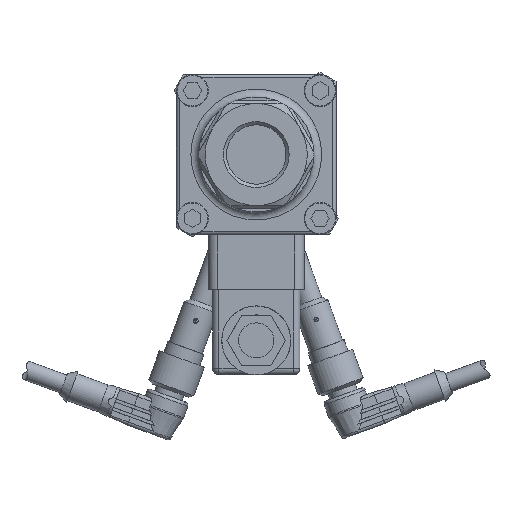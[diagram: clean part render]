
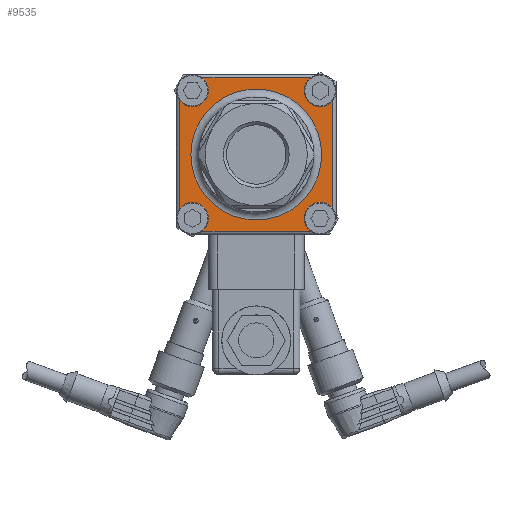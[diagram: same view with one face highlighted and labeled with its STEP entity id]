
A CAD part, front view. The second image highlights one B-rep face of the part: STEP entity #9535.
In plain terms, the highlighted planar face has unit normal (0, -1, 0).
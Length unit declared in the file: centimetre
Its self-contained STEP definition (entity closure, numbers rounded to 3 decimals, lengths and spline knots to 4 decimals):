
#378=FACE_BOUND('',#2067,.T.);
#1416=FACE_OUTER_BOUND('',#2066,.T.);
#2066=EDGE_LOOP('',(#7146,#7147,#7148,#7149,#7150,#7151,#7152,#7153));
#2067=EDGE_LOOP('',(#7154));
#2746=LINE('',#15179,#3377);
#2747=LINE('',#15180,#3378);
#2748=LINE('',#15181,#3379);
#2749=LINE('',#15182,#3380);
#3377=VECTOR('',#11791,3.4693);
#3378=VECTOR('',#11792,3.4693);
#3379=VECTOR('',#11793,3.4693);
#3380=VECTOR('',#11794,3.4693);
#3861=CIRCLE('',#10023,0.48);
#3874=CIRCLE('',#10054,0.48);
#3887=CIRCLE('',#10085,0.48);
#3919=CIRCLE('',#10178,0.48);
#3939=CIRCLE('',#10226,2.05);
#4353=VERTEX_POINT('',#14387);
#4354=VERTEX_POINT('',#14388);
#4379=VERTEX_POINT('',#14464);
#4380=VERTEX_POINT('',#14465);
#4405=VERTEX_POINT('',#14541);
#4406=VERTEX_POINT('',#14542);
#4502=VERTEX_POINT('',#14927);
#4503=VERTEX_POINT('',#14928);
#4540=VERTEX_POINT('',#15042);
#5257=EDGE_CURVE('',#4354,#4353,#3861,.T.);
#5290=EDGE_CURVE('',#4380,#4379,#3874,.T.);
#5323=EDGE_CURVE('',#4406,#4405,#3887,.T.);
#5455=EDGE_CURVE('',#4503,#4502,#3919,.T.);
#5503=EDGE_CURVE('',#4540,#4540,#3939,.T.);
#5564=EDGE_CURVE('',#4353,#4503,#2746,.T.);
#5565=EDGE_CURVE('',#4502,#4406,#2747,.T.);
#5566=EDGE_CURVE('',#4405,#4380,#2748,.T.);
#5567=EDGE_CURVE('',#4379,#4354,#2749,.T.);
#7146=ORIENTED_EDGE('',*,*,#5257,.T.);
#7147=ORIENTED_EDGE('',*,*,#5564,.T.);
#7148=ORIENTED_EDGE('',*,*,#5455,.T.);
#7149=ORIENTED_EDGE('',*,*,#5565,.T.);
#7150=ORIENTED_EDGE('',*,*,#5323,.T.);
#7151=ORIENTED_EDGE('',*,*,#5566,.T.);
#7152=ORIENTED_EDGE('',*,*,#5290,.T.);
#7153=ORIENTED_EDGE('',*,*,#5567,.T.);
#7154=ORIENTED_EDGE('',*,*,#5503,.T.);
#9142=PLANE('',#10265);
#9535=ADVANCED_FACE('',(#1416,#378),#9142,.T.);
#10023=AXIS2_PLACEMENT_3D('',#14390,#11167,#11168);
#10054=AXIS2_PLACEMENT_3D('',#14467,#11249,#11250);
#10085=AXIS2_PLACEMENT_3D('',#14544,#11331,#11332);
#10178=AXIS2_PLACEMENT_3D('',#14930,#11569,#11570);
#10226=AXIS2_PLACEMENT_3D('',#15043,#11693,#11694);
#10265=AXIS2_PLACEMENT_3D('',#15178,#11789,#11790);
#11167=DIRECTION('center_axis',(0.,1.,0.));
#11168=DIRECTION('ref_axis',(1.,0.,0.));
#11249=DIRECTION('center_axis',(0.,1.,0.));
#11250=DIRECTION('ref_axis',(0.,0.,
-1.));
#11331=DIRECTION('center_axis',(0.,1.,0.));
#11332=DIRECTION('ref_axis',(-1.,0.,0.));
#11569=DIRECTION('center_axis',(0.,1.,0.));
#11570=DIRECTION('ref_axis',(0.,0.,
1.));
#11693=DIRECTION('center_axis',(0.,1.,0.));
#11694=DIRECTION('ref_axis',(0.,0.,1.));
#11789=DIRECTION('center_axis',(0.,-1.,0.));
#11790=DIRECTION('ref_axis',(0.,0.,1.));
#11791=DIRECTION('',(0.,0.,1.));
#11792=DIRECTION('',(-1.,0.,0.));
#11793=DIRECTION('',(0.,0.,-1.));
#11794=DIRECTION('',(1.,0.,0.));
#14387=CARTESIAN_POINT('',(2.4,-11.4,-1.7347));
#14388=CARTESIAN_POINT('',(1.7347,-11.4,-2.4));
#14390=CARTESIAN_POINT('Origin',(2.,-11.4,-2.));
#14464=CARTESIAN_POINT('',(-1.7347,-11.4,-2.4));
#14465=CARTESIAN_POINT('',(-2.4,-11.4,-1.7347));
#14467=CARTESIAN_POINT('Origin',(-2.,-11.4,-2.));
#14541=CARTESIAN_POINT('',(-2.4,-11.4,1.7347));
#14542=CARTESIAN_POINT('',(-1.7347,-11.4,2.4));
#14544=CARTESIAN_POINT('Origin',(-2.,-11.4,2.));
#14927=CARTESIAN_POINT('',(1.7347,-11.4,2.4));
#14928=CARTESIAN_POINT('',(2.4,-11.4,1.7347));
#14930=CARTESIAN_POINT('Origin',(2.,-11.4,2.));
#15042=CARTESIAN_POINT('',(0.,-11.4,2.05));
#15043=CARTESIAN_POINT('Origin',(0.,-11.4,0.));
#15178=CARTESIAN_POINT('Origin',(2.5,-11.4,2.5));
#15179=CARTESIAN_POINT('',(2.4,-11.4,2.));
#15180=CARTESIAN_POINT('',(-2.,-11.4,2.4));
#15181=CARTESIAN_POINT('',(-2.4,-11.4,-2.));
#15182=CARTESIAN_POINT('',(2.,-11.4,-2.4));
